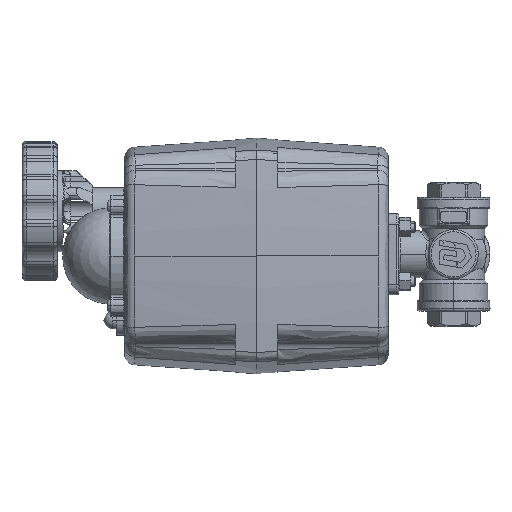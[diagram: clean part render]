
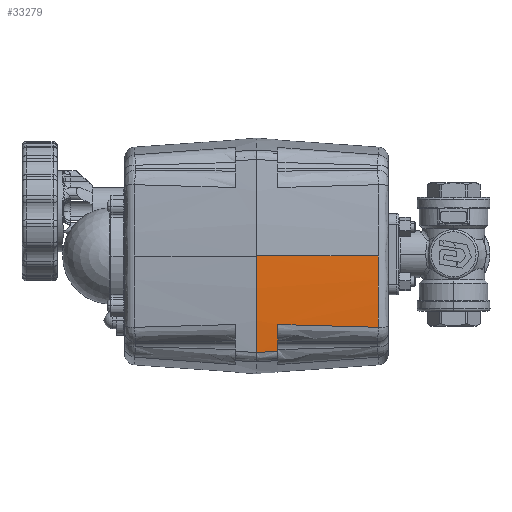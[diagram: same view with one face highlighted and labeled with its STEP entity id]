
A CAD part, left-side view. The second image highlights one B-rep face of the part: STEP entity #33279.
In plain terms, the highlighted conical face has half-angle 4 degrees and reference radius 403.75 mm.
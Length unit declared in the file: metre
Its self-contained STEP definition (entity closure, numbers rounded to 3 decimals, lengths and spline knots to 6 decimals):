
#2123 = DIRECTION ( 'NONE',  ( -0.07, 0.998, 0. ) ) ;
#6391 = VERTEX_POINT ( 'NONE', #43593 ) ;
#7459 = AXIS2_PLACEMENT_3D ( 'NONE', #55601, #54556, #88059 ) ;
#8608 = CARTESIAN_POINT ( 'NONE',  ( -0.058933, 0.026268, 0.032909 ) ) ;
#8714 = CARTESIAN_POINT ( 'NONE',  ( -0.061314, 0.075913, 0.021557 ) ) ;
#9905 = AXIS2_PLACEMENT_3D ( 'NONE', #25548, #57571, #17670 ) ;
#9915 = VERTEX_POINT ( 'NONE', #59961 ) ;
#10346 = EDGE_CURVE ( 'NONE', #27930, #9915, #78633, .T. ) ;
#11186 = EDGE_CURVE ( 'NONE', #14378, #27930, #60009, .T. ) ;
#13607 = CARTESIAN_POINT ( 'NONE',  ( -0.061772, 0.083116, 0.021119 ) ) ;
#14378 = VERTEX_POINT ( 'NONE', #55825 ) ;
#14951 = DIRECTION ( 'NONE',  ( 0., -1., 0. ) ) ;
#17670 = DIRECTION ( 'NONE',  ( -1., 0., 0. ) ) ;
#18496 = FACE_OUTER_BOUND ( 'NONE', #84427, .T. ) ;
#19293 = ORIENTED_EDGE ( 'NONE', *, *, #25880, .F. ) ;
#23403 = CARTESIAN_POINT ( 'NONE',  ( -0.059682, 0.036499, 0.033286 ) ) ;
#23638 = AXIS2_PLACEMENT_3D ( 'NONE', #95920, #47119, #34870 ) ;
#23918 = CARTESIAN_POINT ( 'NONE',  ( -0.058933, 0.026268, 0.032909 ) ) ;
#25497 = B_SPLINE_CURVE_WITH_KNOTS ( 'NONE', 3,
 ( #23918, #62770, #54890, #103200, #31255, #23403, #55428, #87371, #26490, #74771, #42227, #88916, #74265, #98924 ),
 .UNSPECIFIED., .F., .F.,
 ( 4, 2, 2, 2, 2, 2, 4 ),
 ( 17.955626, 22.034186, 27.154345, 30.354444, 40.122707, 55.751927, 64.944127 ),
 .UNSPECIFIED. ) ;
#25548 = CARTESIAN_POINT ( 'NONE',  ( 0.339455, 0.083116, 0.066186 ) ) ;
#25880 = EDGE_CURVE ( 'NONE', #59717, #14378, #84619, .T. ) ;
#26490 = CARTESIAN_POINT ( 'NONE',  ( -0.060309, 0.045118, 0.03356 ) ) ;
#27930 = VERTEX_POINT ( 'NONE', #13607 ) ;
#30192 = CARTESIAN_POINT ( 'NONE',  ( 0.339455, 0.073116, 0.066186 ) ) ;
#31255 = CARTESIAN_POINT ( 'NONE',  ( -0.05948, 0.033735, 0.03319 ) ) ;
#33279 = ADVANCED_FACE ( 'NONE', ( #18496 ), #68867, .T. ) ;
#34870 = DIRECTION ( 'NONE',  ( -1., 0., 0. ) ) ;
#37237 = EDGE_CURVE ( 'NONE', #6391, #9915, #96188, .T. ) ;
#40433 = ORIENTED_EDGE ( 'NONE', *, *, #10346, .F. ) ;
#42227 = CARTESIAN_POINT ( 'NONE',  ( -0.061295, 0.058754, 0.033917 ) ) ;
#43593 = CARTESIAN_POINT ( 'NONE',  ( -0.06032, 0.026268, 0.066186 ) ) ;
#44005 = VERTEX_POINT ( 'NONE', #8608 ) ;
#46769 = ORIENTED_EDGE ( 'NONE', *, *, #87620, .F. ) ;
#47117 = CARTESIAN_POINT ( 'NONE',  ( -0.061137, 0.073116, 0.021728 ) ) ;
#47119 = DIRECTION ( 'NONE',  ( 0., 1., 0. ) ) ;
#54556 = DIRECTION ( 'NONE',  ( 0., -1., 0. ) ) ;
#54890 = CARTESIAN_POINT ( 'NONE',  ( -0.059132, 0.028977, 0.033015 ) ) ;
#54995 = CARTESIAN_POINT ( 'NONE',  ( -0.061772, 0.083116, 0.021119 ) ) ;
#55428 = CARTESIAN_POINT ( 'NONE',  ( -0.059759, 0.037563, 0.033321 ) ) ;
#55601 = CARTESIAN_POINT ( 'NONE',  ( 0.339455, 0.026268, 0.066186 ) ) ;
#55825 = CARTESIAN_POINT ( 'NONE',  ( -0.061137, 0.073116, 0.021728 ) ) ;
#56036 = CARTESIAN_POINT ( 'NONE',  ( -0.061492, 0.078709, 0.021387 ) ) ;
#57571 = DIRECTION ( 'NONE',  ( 0., 1., 0. ) ) ;
#59717 = VERTEX_POINT ( 'NONE', #87454 ) ;
#59961 = CARTESIAN_POINT ( 'NONE',  ( -0.064295, 0.083116, 0.066186 ) ) ;
#60009 = B_SPLINE_CURVE_WITH_KNOTS ( 'NONE', 3,
 ( #47117, #8714, #56036, #79620, #70726, #54995 ),
 .UNSPECIFIED., .F., .F.,
 ( 4, 2, 4 ),
 ( 5.021975, 13.442783, 15.060303 ),
 .UNSPECIFIED. ) ;
#62770 = CARTESIAN_POINT ( 'NONE',  ( -0.059032, 0.027623, 0.032963 ) ) ;
#68867 = CONICAL_SURFACE ( 'NONE', #23638, 0.40375, 0.07 ) ;
#70726 = CARTESIAN_POINT ( 'NONE',  ( -0.061738, 0.082579, 0.021151 ) ) ;
#72900 = AXIS2_PLACEMENT_3D ( 'NONE', #30192, #14951, #93718 ) ;
#73599 = CARTESIAN_POINT ( 'NONE',  ( -0.064295, 0.083116, 0.066186 ) ) ;
#74265 = CARTESIAN_POINT ( 'NONE',  ( -0.062106, 0.070061, 0.03414 ) ) ;
#74518 = CIRCLE ( 'NONE', #7459, 0.399775 ) ;
#74771 = CARTESIAN_POINT ( 'NONE',  ( -0.06092, 0.053559, 0.033793 ) ) ;
#78606 = ORIENTED_EDGE ( 'NONE', *, *, #99866, .F. ) ;
#78633 = CIRCLE ( 'NONE', #9905, 0.40375 ) ;
#78844 = ORIENTED_EDGE ( 'NONE', *, *, #11186, .F. ) ;
#79620 = CARTESIAN_POINT ( 'NONE',  ( -0.061704, 0.082042, 0.021184 ) ) ;
#84427 = EDGE_LOOP ( 'NONE', ( #78606, #101867, #40433, #78844, #19293, #46769 ) ) ;
#84619 = CIRCLE ( 'NONE', #72900, 0.403051 ) ;
#87371 = CARTESIAN_POINT ( 'NONE',  ( -0.060073, 0.041872, 0.033462 ) ) ;
#87454 = CARTESIAN_POINT ( 'NONE',  ( -0.062324, 0.073116, 0.03419 ) ) ;
#87620 = EDGE_CURVE ( 'NONE', #44005, #59717, #25497, .T. ) ;
#88059 = DIRECTION ( 'NONE',  ( -1., 0., 0. ) ) ;
#88916 = CARTESIAN_POINT ( 'NONE',  ( -0.061887, 0.067005, 0.034085 ) ) ;
#93718 = DIRECTION ( 'NONE',  ( -1., 0., 0. ) ) ;
#95920 = CARTESIAN_POINT ( 'NONE',  ( 0.339455, 0.083116, 0.066186 ) ) ;
#96188 = LINE ( 'NONE', #73599, #101481 ) ;
#98924 = CARTESIAN_POINT ( 'NONE',  ( -0.062324, 0.073116, 0.03419 ) ) ;
#99866 = EDGE_CURVE ( 'NONE', #6391, #44005, #74518, .T. ) ;
#101481 = VECTOR ( 'NONE', #2123, 1. ) ;
#101867 = ORIENTED_EDGE ( 'NONE', *, *, #37237, .T. ) ;
#103200 = CARTESIAN_POINT ( 'NONE',  ( -0.059356, 0.032034, 0.033129 ) ) ;
